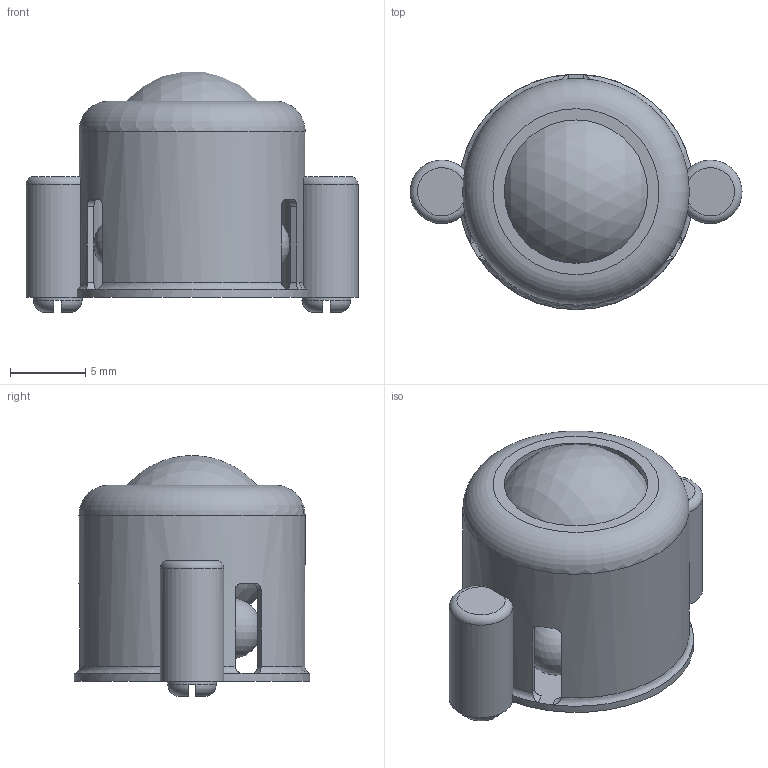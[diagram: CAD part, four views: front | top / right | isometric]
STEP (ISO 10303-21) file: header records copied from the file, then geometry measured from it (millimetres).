
FILE_DESCRIPTION (( 'STEP AP214' ), '1' );
FILE_NAME ('caster ball wheel.STEP', '2024-04-10T09:35:02', ( '' ), ( '' ), 'SwSTEP 2.0', 'SolidWorks 2021', '' );
FILE_SCHEMA (( 'AUTOMOTIVE_DESIGN' ));
Length unit declared in the file: millimetre
Products named in the file (1): caster ball wheel
Bounding box: 22 x 15.6 x 15.96 mm (x, y, z)
Volume: 1292.2 mm3; surface area: 2565.9 mm2
Topology: 5 solids, 7 shells, 103 faces, 275 edges, 178 vertices
Faces by surface type: plane 49, cylinder 29, torus 21, sphere 4
Full cylindrical faces by diameter (mm): 2 x2, 3.25 x2, 4 x2, 9.5 x1, 14 x1, 15 x1
Entity records: 3832 total; most frequent: CARTESIAN_POINT 894, ORIENTED_EDGE 480, DIRECTION 472, EDGE_CURVE 240, AXIS2_PLACEMENT_3D 190, VERTEX_POINT 160, EDGE_LOOP 118, FACE_OUTER_BOUND 112
